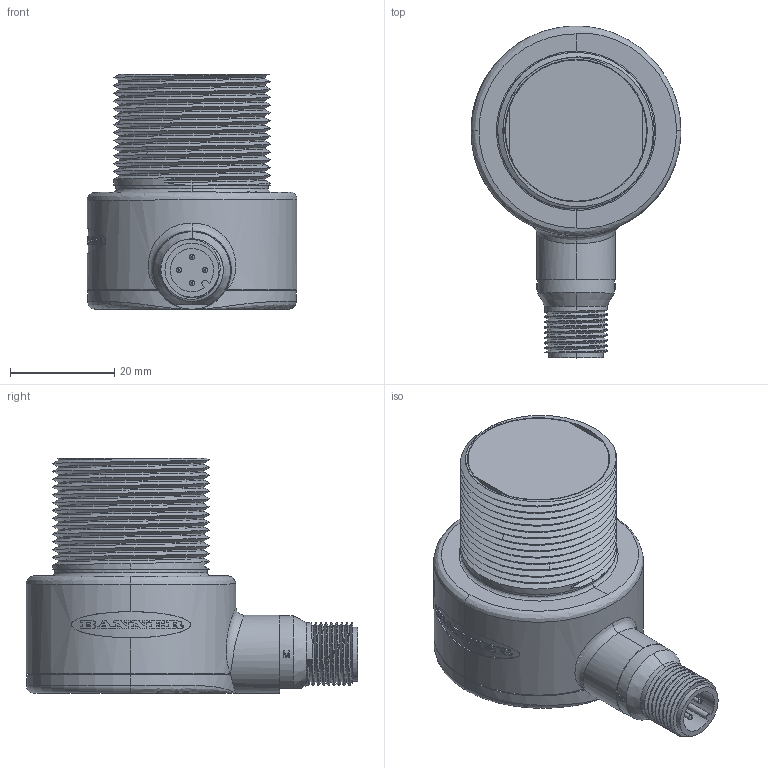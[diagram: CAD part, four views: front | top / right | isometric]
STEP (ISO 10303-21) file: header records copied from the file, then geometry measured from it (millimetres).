
FILE_DESCRIPTION((''),'2;1');
FILE_NAME('155325_SM01_ASM','2022-11-09T10:54:12',('PDMAdmin'),('BANNER ENGINEERING'),'CREO PARAMETRIC BY PTC INC, 2019292','CREO PARAMETRIC BY PTC INC, 2019292','');
FILE_SCHEMA(('CONFIG_CONTROL_DESIGN'));
Length unit declared in the file: millimetre
Products named in the file (2): 155325_EP01; 155325_SM01_ASM
Assembly tree (1 placements, depth 2):
  155325_SM01_ASM
    155325_EP01
Bounding box: 40.18 x 63.56 x 45.05 mm (x, y, z)
Volume: 45853.7 mm3; surface area: 10652.6 mm2
Topology: 1 solids, 1 shells, 432 faces, 1208 edges, 800 vertices
Faces by surface type: cylinder 207, plane 179, bspline 33, cone 8, sphere 2, extrusion 2, torus 1
Entity records: 32991 total; most frequent: CARTESIAN_POINT 22616, ORIENTED_EDGE 2408, DIRECTION 1777, EDGE_CURVE 1204, VERTEX_POINT 800, AXIS2_PLACEMENT_3D 625, VECTOR 527, LINE 525
